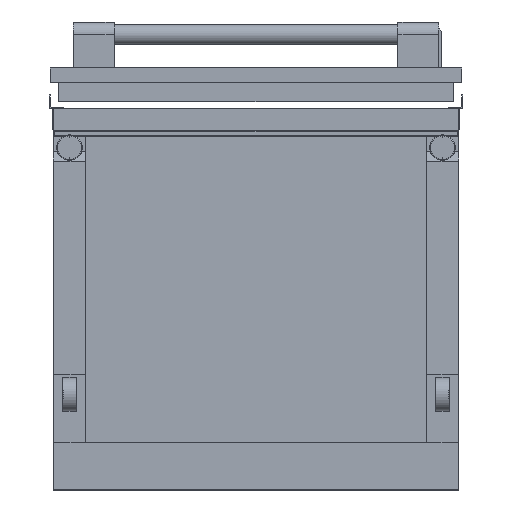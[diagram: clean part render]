
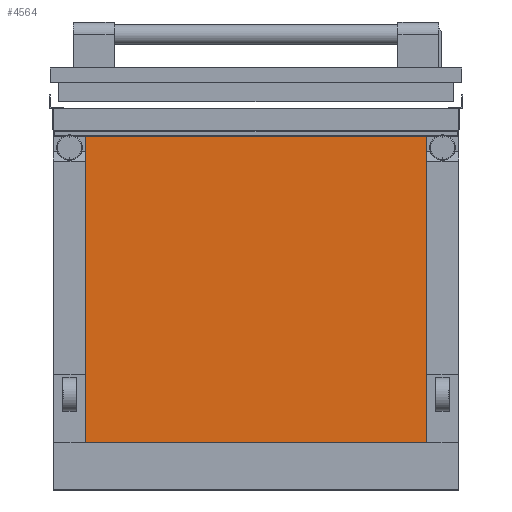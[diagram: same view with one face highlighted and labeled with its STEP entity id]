
A CAD part, front view. The second image highlights one B-rep face of the part: STEP entity #4564.
In plain terms, the highlighted planar face has unit normal (0, -1, 0).
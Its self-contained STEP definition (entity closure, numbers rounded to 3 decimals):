
#800 = CARTESIAN_POINT ( 'NONE',  ( 344.5, -1025.85, -210.4 ) ) ;
#1642 = AXIS2_PLACEMENT_3D ( 'NONE', #8060, #10630, #7177 ) ;
#1798 = VERTEX_POINT ( 'NONE', #4021 ) ;
#2090 = ORIENTED_EDGE ( 'NONE', *, *, #2166, .T. ) ;
#2108 = EDGE_LOOP ( 'NONE', ( #8405, #10540, #2090, #5840 ) ) ;
#2166 = EDGE_CURVE ( 'NONE', #1798, #3738, #7882, .T. ) ;
#2950 = CARTESIAN_POINT ( 'NONE',  ( 845.5, -1025.85, 240. ) ) ;
#3076 = VERTEX_POINT ( 'NONE', #7629 ) ;
#3122 = FACE_OUTER_BOUND ( 'NONE', #2108, .T. ) ;
#3706 = PLANE ( 'NONE',  #1642 ) ;
#3738 = VERTEX_POINT ( 'NONE', #5187 ) ;
#3800 = EDGE_CURVE ( 'NONE', #9631, #1798, #10417, .T. ) ;
#3896 = EDGE_CURVE ( 'NONE', #3076, #3738, #5567, .T. ) ;
#4021 = CARTESIAN_POINT ( 'NONE',  ( 845.5, -1025.85, -210.4 ) ) ;
#4223 = VECTOR ( 'NONE', #7233, 1000. ) ;
#4263 = LINE ( 'NONE', #6385, #7380 ) ;
#4564 = ADVANCED_FACE ( 'NONE', ( #3122 ), #3706, .F. ) ;
#4572 = DIRECTION ( 'NONE',  ( 0., 0., 1. ) ) ;
#5187 = CARTESIAN_POINT ( 'NONE',  ( 845.5, -1025.85, 240. ) ) ;
#5567 = LINE ( 'NONE', #2950, #4223 ) ;
#5840 = ORIENTED_EDGE ( 'NONE', *, *, #3896, .F. ) ;
#5975 = VECTOR ( 'NONE', #6230, 1000. ) ;
#6230 = DIRECTION ( 'NONE',  ( 1., 0., 0. ) ) ;
#6385 = CARTESIAN_POINT ( 'NONE',  ( 344.5, -1025.85, -280. ) ) ;
#7177 = DIRECTION ( 'NONE',  ( 0., 0., 1. ) ) ;
#7233 = DIRECTION ( 'NONE',  ( 1., 0., 0. ) ) ;
#7380 = VECTOR ( 'NONE', #7536, 1000. ) ;
#7536 = DIRECTION ( 'NONE',  ( 0., 0., 1. ) ) ;
#7629 = CARTESIAN_POINT ( 'NONE',  ( 344.5, -1025.85, 240. ) ) ;
#7882 = LINE ( 'NONE', #9639, #9872 ) ;
#8060 = CARTESIAN_POINT ( 'NONE',  ( 845.5, -1025.85, -280. ) ) ;
#8157 = EDGE_CURVE ( 'NONE', #9631, #3076, #4263, .T. ) ;
#8405 = ORIENTED_EDGE ( 'NONE', *, *, #8157, .F. ) ;
#9609 = CARTESIAN_POINT ( 'NONE',  ( 892.5, -1025.85, -210.4 ) ) ;
#9631 = VERTEX_POINT ( 'NONE', #800 ) ;
#9639 = CARTESIAN_POINT ( 'NONE',  ( 845.5, -1025.85, -280. ) ) ;
#9872 = VECTOR ( 'NONE', #4572, 1000. ) ;
#10417 = LINE ( 'NONE', #9609, #5975 ) ;
#10540 = ORIENTED_EDGE ( 'NONE', *, *, #3800, .T. ) ;
#10630 = DIRECTION ( 'NONE',  ( 0., 1., 0. ) ) ;
